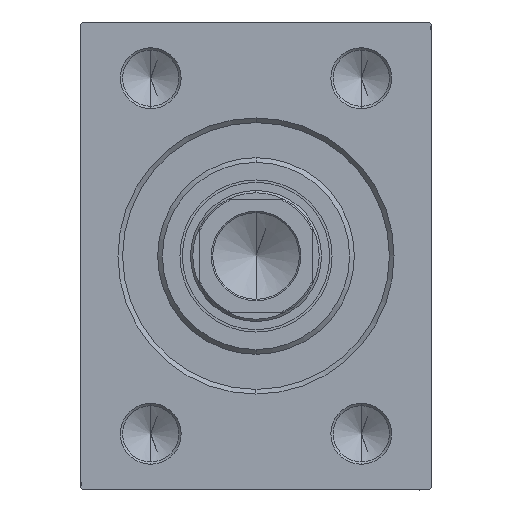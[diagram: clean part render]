
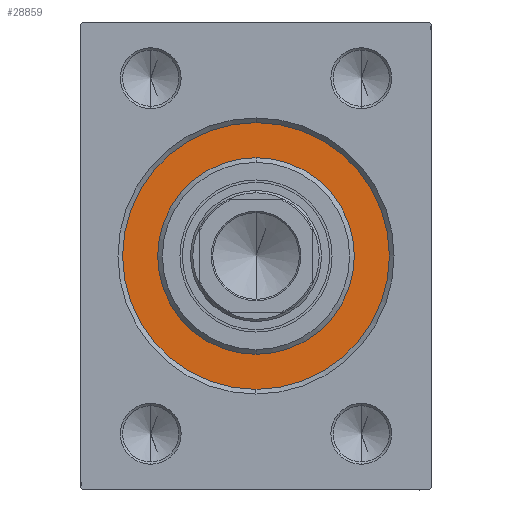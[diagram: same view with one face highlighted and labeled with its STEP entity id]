
A CAD part, left-side view. The second image highlights one B-rep face of the part: STEP entity #28859.
In plain terms, the highlighted face is planar.
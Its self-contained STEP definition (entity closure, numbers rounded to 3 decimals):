
#288 = AXIS2_PLACEMENT_3D ( 'NONE', #23322, #16085, #16301 ) ;
#853 = CARTESIAN_POINT ( 'NONE',  ( 0., 0., 0. ) ) ;
#1741 = CARTESIAN_POINT ( 'NONE',  ( 0., 0., 28.5 ) ) ;
#4592 = VERTEX_POINT ( 'NONE', #11203 ) ;
#5759 = CIRCLE ( 'NONE', #24528, 28.5 ) ;
#6268 = EDGE_CURVE ( 'NONE', #4592, #34764, #28144, .T. ) ;
#8218 = VERTEX_POINT ( 'NONE', #36584 ) ;
#8613 = VERTEX_POINT ( 'NONE', #19184 ) ;
#10054 = FACE_BOUND ( 'NONE', #38619, .T. ) ;
#10195 = AXIS2_PLACEMENT_3D ( 'NONE', #853, #22149, #31456 ) ;
#11203 = CARTESIAN_POINT ( 'NONE',  ( 0., 0., -28.5 ) ) ;
#12829 = EDGE_CURVE ( 'NONE', #34764, #4592, #5759, .T. ) ;
#13037 = CARTESIAN_POINT ( 'NONE',  ( 0., 0., 0. ) ) ;
#14212 = DIRECTION ( 'NONE',  ( -1., 0., 0. ) ) ;
#16085 = DIRECTION ( 'NONE',  ( 1., 0., 0. ) ) ;
#16301 = DIRECTION ( 'NONE',  ( 0., 0., -1. ) ) ;
#16650 = DIRECTION ( 'NONE',  ( -1., 0., 0. ) ) ;
#16936 = DIRECTION ( 'NONE',  ( 0., 0., 1. ) ) ;
#17617 = EDGE_CURVE ( 'NONE', #8218, #8613, #36303, .T. ) ;
#19184 = CARTESIAN_POINT ( 'NONE',  ( 0., 0., -21. ) ) ;
#19684 = DIRECTION ( 'NONE',  ( 0., 0., 1. ) ) ;
#19853 = CIRCLE ( 'NONE', #288, 21. ) ;
#22149 = DIRECTION ( 'NONE',  ( 1., 0., 0. ) ) ;
#22401 = CARTESIAN_POINT ( 'NONE',  ( 0., 0., 0. ) ) ;
#23322 = CARTESIAN_POINT ( 'NONE',  ( 0., 0., 0. ) ) ;
#24528 = AXIS2_PLACEMENT_3D ( 'NONE', #34164, #14212, #16936 ) ;
#25872 = EDGE_CURVE ( 'NONE', #8613, #8218, #19853, .T. ) ;
#26303 = EDGE_LOOP ( 'NONE', ( #37783, #43720 ) ) ;
#28144 = CIRCLE ( 'NONE', #39716, 28.5 ) ;
#28859 = ADVANCED_FACE ( 'NONE', ( #10054, #30273 ), #44112, .F. ) ;
#30273 = FACE_OUTER_BOUND ( 'NONE', #26303, .T. ) ;
#31456 = DIRECTION ( 'NONE',  ( 0., 0., -1. ) ) ;
#31642 = ORIENTED_EDGE ( 'NONE', *, *, #17617, .F. ) ;
#34164 = CARTESIAN_POINT ( 'NONE',  ( 0., 0., 0. ) ) ;
#34764 = VERTEX_POINT ( 'NONE', #1741 ) ;
#36303 = CIRCLE ( 'NONE', #10195, 21. ) ;
#36584 = CARTESIAN_POINT ( 'NONE',  ( 0., 0., 21. ) ) ;
#37206 = AXIS2_PLACEMENT_3D ( 'NONE', #13037, #16650, #40263 ) ;
#37783 = ORIENTED_EDGE ( 'NONE', *, *, #6268, .F. ) ;
#38619 = EDGE_LOOP ( 'NONE', ( #31642, #44877 ) ) ;
#39716 = AXIS2_PLACEMENT_3D ( 'NONE', #22401, #43739, #19684 ) ;
#40263 = DIRECTION ( 'NONE',  ( 0., 0., 1. ) ) ;
#43720 = ORIENTED_EDGE ( 'NONE', *, *, #12829, .F. ) ;
#43739 = DIRECTION ( 'NONE',  ( -1., 0., 0. ) ) ;
#44112 = PLANE ( 'NONE',  #37206 ) ;
#44877 = ORIENTED_EDGE ( 'NONE', *, *, #25872, .F. ) ;
